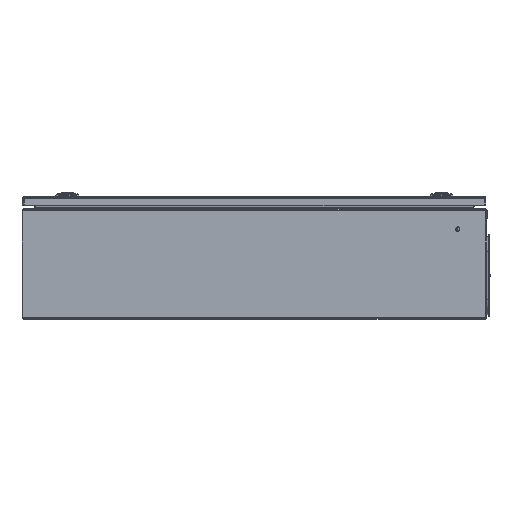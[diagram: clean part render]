
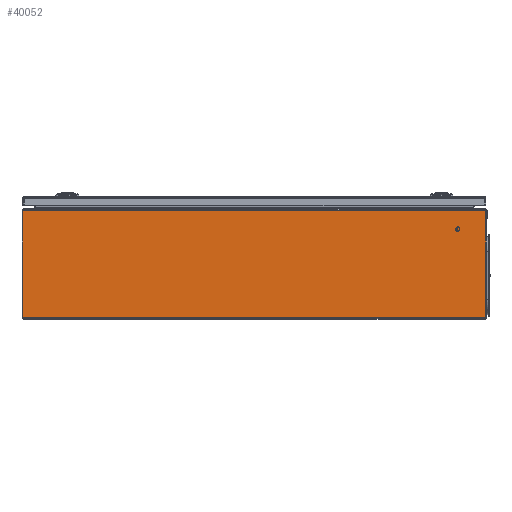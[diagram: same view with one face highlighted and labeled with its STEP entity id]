
A CAD part, left-side view. The second image highlights one B-rep face of the part: STEP entity #40052.
In plain terms, the highlighted planar face has unit normal (-1, 0, 0).
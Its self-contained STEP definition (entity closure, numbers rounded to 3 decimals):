
#23791 = CARTESIAN_POINT ( 'NONE',  ( -400., -398.499, 186.502 ) ) ;
#25445 = CARTESIAN_POINT ( 'NONE',  ( -400., 398.474, 187. ) ) ;
#25446 = DIRECTION ( 'NONE',  ( 0., -1., 0. ) ) ;
#25447 = DIRECTION ( 'NONE',  ( -1., 0., 0. ) ) ;
#25448 = CARTESIAN_POINT ( 'NONE',  ( -400., 393.499, 186.502 ) ) ;
#25449 = AXIS2_PLACEMENT_3D ( 'NONE', #25448, #25447, #25446 ) ;
#25450 = CIRCLE ( 'NONE', #25449, 5. ) ;
#25451 = DIRECTION ( 'NONE',  ( 0., 0., -1. ) ) ;
#25452 = DIRECTION ( 'NONE',  ( -1., 0., 0. ) ) ;
#25453 = CARTESIAN_POINT ( 'NONE',  ( -400., 4383.5, 188.5 ) ) ;
#25454 = AXIS2_PLACEMENT_3D ( 'NONE', #25453, #25452, #25451 ) ;
#25455 = PLANE ( 'NONE',  #25454 ) ;
#25456 = FACE_OUTER_BOUND ( 'NONE', #40055, .T. ) ;
#25489 = DIRECTION ( 'NONE',  ( 0., 0., -1. ) ) ;
#25490 = VECTOR ( 'NONE', #25489, 1000. ) ;
#25491 = CARTESIAN_POINT ( 'NONE',  ( -400., 398.499, 188.5 ) ) ;
#25492 = LINE ( 'NONE', #25491, #25490 ) ;
#25493 = CARTESIAN_POINT ( 'NONE',  ( -400., 398.499, 3. ) ) ;
#25523 = CARTESIAN_POINT ( 'NONE',  ( -400., 398.499, 186.502 ) ) ;
#25533 = DIRECTION ( 'NONE',  ( 0., -1., 0. ) ) ;
#25534 = VECTOR ( 'NONE', #25533, 1000. ) ;
#25535 = CARTESIAN_POINT ( 'NONE',  ( -400., 4383.5, 3. ) ) ;
#25536 = LINE ( 'NONE', #25535, #25534 ) ;
#25570 = CARTESIAN_POINT ( 'NONE',  ( -400., -398.499, 3. ) ) ;
#25571 = DIRECTION ( 'NONE',  ( 0., 0., 1. ) ) ;
#25572 = VECTOR ( 'NONE', #25571, 1000. ) ;
#25573 = CARTESIAN_POINT ( 'NONE',  ( -400., -398.499, 188.5 ) ) ;
#25574 = LINE ( 'NONE', #25573, #25572 ) ;
#25588 = DIRECTION ( 'NONE',  ( 0., 1., 0. ) ) ;
#25589 = VECTOR ( 'NONE', #25588, 1000. ) ;
#25590 = CARTESIAN_POINT ( 'NONE',  ( -400., -4383.492, 187. ) ) ;
#25591 = LINE ( 'NONE', #25590, #25589 ) ;
#25592 = CARTESIAN_POINT ( 'NONE',  ( -400., -398.474, 187. ) ) ;
#25593 = DIRECTION ( 'NONE',  ( 0., -1., 0. ) ) ;
#25594 = DIRECTION ( 'NONE',  ( -1., 0., 0. ) ) ;
#25595 = CARTESIAN_POINT ( 'NONE',  ( -400., -393.499, 186.502 ) ) ;
#25596 = AXIS2_PLACEMENT_3D ( 'NONE', #25595, #25594, #25593 ) ;
#25597 = CIRCLE ( 'NONE', #25596, 5. ) ;
#38706 = VERTEX_POINT ( 'NONE', #23791 ) ;
#40052 = ADVANCED_FACE ( 'NONE', ( #25456 ), #25455, .T. ) ;
#40055 = EDGE_LOOP ( 'NONE', ( #40056, #40061, #40146, #40149, #40150, #40156 ) ) ;
#40056 = ORIENTED_EDGE ( 'NONE', *, *, #40058, .T. ) ;
#40058 = EDGE_CURVE ( 'NONE', #40060, #40095, #25450, .T. ) ;
#40060 = VERTEX_POINT ( 'NONE', #25445 ) ;
#40061 = ORIENTED_EDGE ( 'NONE', *, *, #40072, .T. ) ;
#40070 = VERTEX_POINT ( 'NONE', #25493 ) ;
#40072 = EDGE_CURVE ( 'NONE', #40095, #40070, #25492, .T. ) ;
#40095 = VERTEX_POINT ( 'NONE', #25523 ) ;
#40146 = ORIENTED_EDGE ( 'NONE', *, *, #40147, .T. ) ;
#40147 = EDGE_CURVE ( 'NONE', #40070, #40173, #25536, .T. ) ;
#40149 = ORIENTED_EDGE ( 'NONE', *, *, #40172, .T. ) ;
#40150 = ORIENTED_EDGE ( 'NONE', *, *, #40152, .T. ) ;
#40152 = EDGE_CURVE ( 'NONE', #38706, #40155, #25597, .T. ) ;
#40155 = VERTEX_POINT ( 'NONE', #25592 ) ;
#40156 = ORIENTED_EDGE ( 'NONE', *, *, #40159, .T. ) ;
#40159 = EDGE_CURVE ( 'NONE', #40155, #40060, #25591, .T. ) ;
#40172 = EDGE_CURVE ( 'NONE', #40173, #38706, #25574, .T. ) ;
#40173 = VERTEX_POINT ( 'NONE', #25570 ) ;
